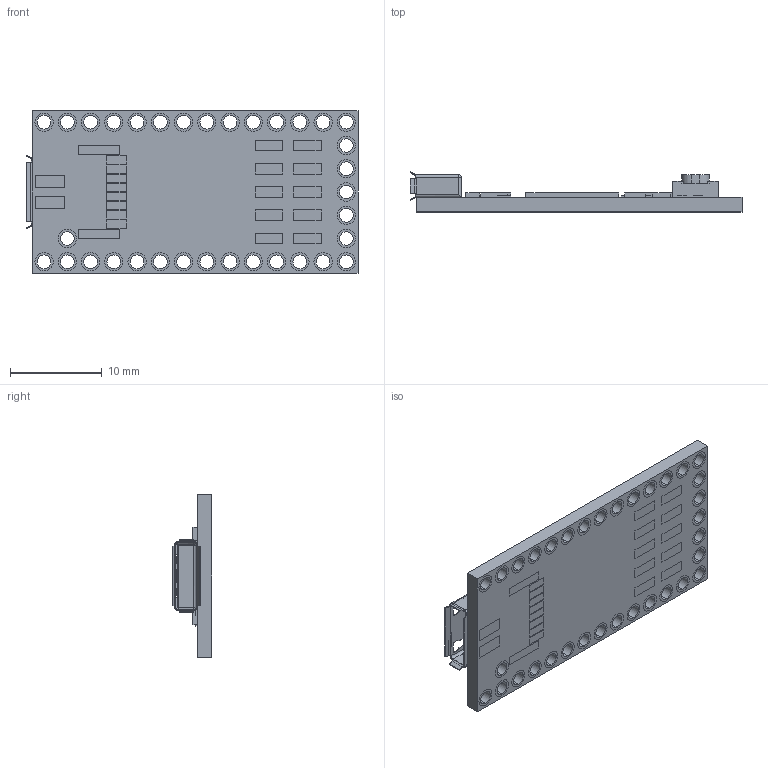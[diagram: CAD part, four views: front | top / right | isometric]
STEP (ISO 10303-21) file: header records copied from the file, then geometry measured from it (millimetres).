
FILE_DESCRIPTION (( 'STEP AP214' ), '1' );
FILE_NAME ('TEENSY 4.0.STEP', '2021-11-19T09:38:59', ( '' ), ( '' ), 'SwSTEP 2.0', 'SolidWorks 2018', '' );
FILE_SCHEMA (( 'AUTOMOTIVE_DESIGN' ));
Length unit declared in the file: millimetre
Products named in the file (1): TEENSY 4.0
Bounding box: 36.26 x 4.36 x 17.78 mm (x, y, z)
Volume: 1019.3 mm3; surface area: 2258.1 mm2
Topology: 27 solids, 27 shells, 440 faces, 1111 edges, 808 vertices
Faces by surface type: plane 319, cylinder 119, sphere 2
Entity records: 15836 total; most frequent: CARTESIAN_POINT 2388, DIRECTION 2353, ORIENTED_EDGE 2218, EDGE_CURVE 1109, AXIS2_PLACEMENT_3D 813, VERTEX_POINT 808, VECTOR 727, LINE 727
